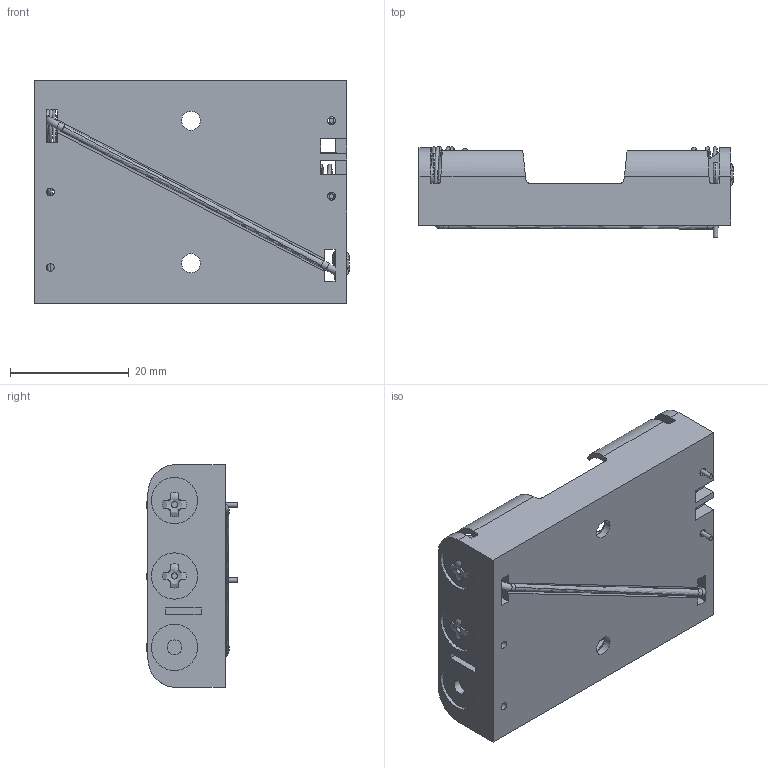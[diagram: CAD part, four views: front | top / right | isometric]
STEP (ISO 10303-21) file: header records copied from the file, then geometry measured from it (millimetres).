
FILE_DESCRIPTION(/* description */ ('STEP AP214'),/* implementation_level */ '2;1');
FILE_NAME(/* name */ '2479--3DModel-STEP-630548_cut.stp',/* time_stamp */ '2023-10-14T16:13:17-04:00',/* author */ ('madis'),/* organization */ (''),/* preprocessor_version */ 'ST-DEVELOPER v19.2',/* originating_system */ 'Autodesk Inventor 2024',/* authorisation */ '');
FILE_SCHEMA (('AUTOMOTIVE_DESIGN { 1 0 10303 214 3 1 1 }'));
Products named in the file (1): 2479
Bounding box: 52.85 x 15.25 x 37.5 mm (x, y, z)
Volume: 6765.1 mm3; surface area: 10377.8 mm2
Topology: 12 solids, 12 shells, 937 faces, 2495 edges, 1652 vertices
Faces by surface type: plane 669, bspline 179, cylinder 78, torus 9, cone 2
Full cylindrical faces by diameter (mm): 0.813 x2, 1.024 x5, 1.27 x4, 1.321 x4, 1.727 x2, 1.778 x5, 2.489 x6, 3.2 x2, 7.772 x6
Entity records: 42724 total; most frequent: CARTESIAN_POINT 19364, ORIENTED_EDGE 4990, DIRECTION 3882, EDGE_CURVE 2495, LINE 1854, VECTOR 1854, VERTEX_POINT 1652, EDGE_LOOP 1049
